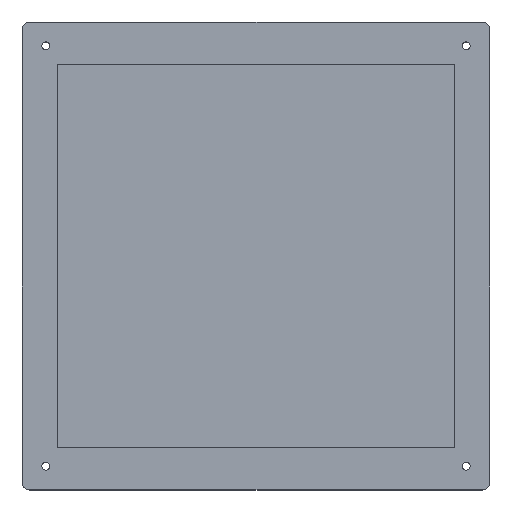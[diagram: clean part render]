
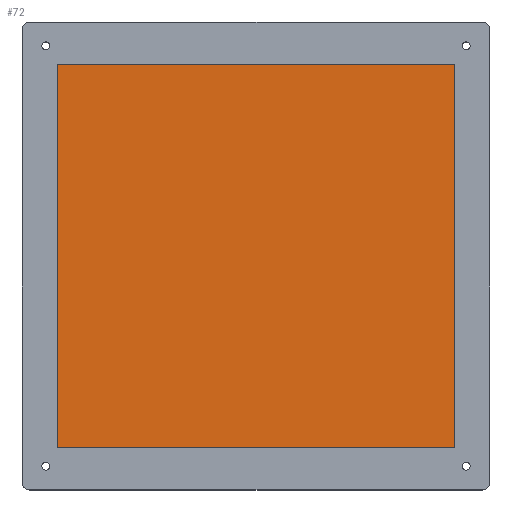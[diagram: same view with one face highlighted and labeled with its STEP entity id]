
A CAD part, top view. The second image highlights one B-rep face of the part: STEP entity #72.
In plain terms, the highlighted planar face has unit normal (0, 0, 1).
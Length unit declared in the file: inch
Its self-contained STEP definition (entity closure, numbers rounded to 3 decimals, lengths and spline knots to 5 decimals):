
#72=ADVANCED_FACE('',(#139),#140,.T.);
#139=FACE_OUTER_BOUND('',#227,.T.);
#140=PLANE('',#228);
#227=EDGE_LOOP('',(#435,#436,#437,#438));
#228=AXIS2_PLACEMENT_3D('',#439,#440,#441);
#435=ORIENTED_EDGE('',*,*,#636,.F.);
#436=ORIENTED_EDGE('',*,*,#643,.T.);
#437=ORIENTED_EDGE('',*,*,#640,.T.);
#438=ORIENTED_EDGE('',*,*,#645,.T.);
#439=CARTESIAN_POINT('',(-1.3475,1.3475,-0.195));
#440=DIRECTION('',(0.0,0.0,1.0));
#441=DIRECTION('',(1.0,0.0,0.0));
#636=EDGE_CURVE('',#777,#779,#780,.T.);
#640=EDGE_CURVE('',#787,#785,#788,.T.);
#643=EDGE_CURVE('',#777,#787,#791,.T.);
#645=EDGE_CURVE('',#785,#779,#793,.T.);
#777=VERTEX_POINT('',#958);
#779=VERTEX_POINT('',#961);
#780=LINE('',#962,#963);
#785=VERTEX_POINT('',#970);
#787=VERTEX_POINT('',#973);
#788=LINE('',#974,#975);
#791=LINE('',#980,#981);
#793=LINE('',#984,#985);
#958=CARTESIAN_POINT('',(-0.0725,0.1225,-0.195));
#961=CARTESIAN_POINT('',(-2.6225,0.1225,-0.195));
#962=CARTESIAN_POINT('',(-1.3475,0.1225,-0.195));
#963=VECTOR('',#1156,1.0);
#970=CARTESIAN_POINT('',(-2.6225,2.5725,-0.195));
#973=CARTESIAN_POINT('',(-0.0725,2.5725,-0.195));
#974=CARTESIAN_POINT('',(-1.3475,2.5725,-0.195));
#975=VECTOR('',#1160,1.0);
#980=CARTESIAN_POINT('',(-0.0725,1.3475,-0.195));
#981=VECTOR('',#1163,1.0);
#984=CARTESIAN_POINT('',(-2.6225,1.3475,-0.195));
#985=VECTOR('',#1165,1.0);
#1156=DIRECTION('',(-1.0,0.0,0.0));
#1160=DIRECTION('',(-1.0,0.0,0.0));
#1163=DIRECTION('',(0.0,1.0,0.0));
#1165=DIRECTION('',(0.0,-1.0,0.0));
